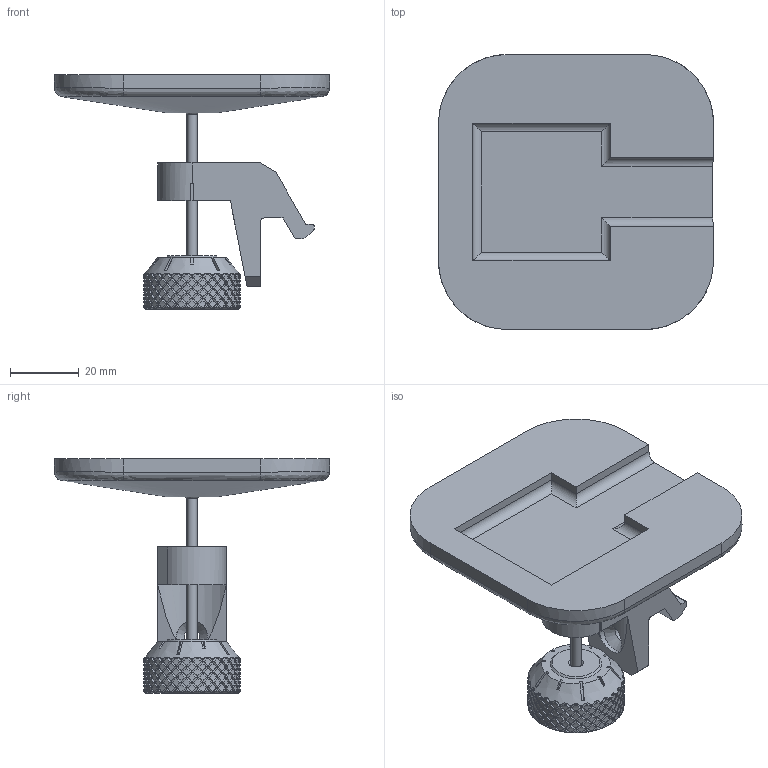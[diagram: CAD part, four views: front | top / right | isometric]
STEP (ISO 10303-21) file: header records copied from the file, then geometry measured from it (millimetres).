
FILE_DESCRIPTION(/* description */ (''),/* implementation_level */ '2;1');
FILE_NAME(/* name */ 'Table central support.step',/* time_stamp */ '2022-09-27T22:45:09+03:00',/* author */ (''),/* organization */ (''),/* preprocessor_version */ 'ST-DEVELOPER v19',/* originating_system */ 'Autodesk Translation Framework v11.7.0.108',/* authorisation */ '');
FILE_SCHEMA (('AUTOMOTIVE_DESIGN { 1 0 10303 214 3 1 1 }'));
Products named in the file (5): Table central support; V05-03-03-01-03 - Bed knob v1; Screw flat M3x50 v1; Bed central arm end; Bed central support
Assembly tree (4 placements, depth 2):
  Table central support
    V05-03-03-01-03 - Bed knob v1
    Screw flat M3x50 v1
    Bed central arm end
    Bed central support
Bounding box: 80 x 80 x 68.11 mm (x, y, z)
Volume: 57684.7 mm3; surface area: 22236.1 mm2
Topology: 4 solids, 4 shells, 803 faces, 2165 edges, 1376 vertices
Faces by surface type: bspline 441, cylinder 249, plane 66, cone 47
Full cylindrical faces by diameter (mm): 3 x2, 3.3 x1, 3.5 x1, 4.4 x1, 6 x1, 6.5 x1, 9 x1
Entity records: 71965 total; most frequent: CARTESIAN_POINT 56241, ORIENTED_EDGE 4330, EDGE_CURVE 2165, B_SPLINE_CURVE_WITH_KNOTS 1686, DIRECTION 1493, VERTEX_POINT 1376, EDGE_LOOP 813, FACE_OUTER_BOUND 803
